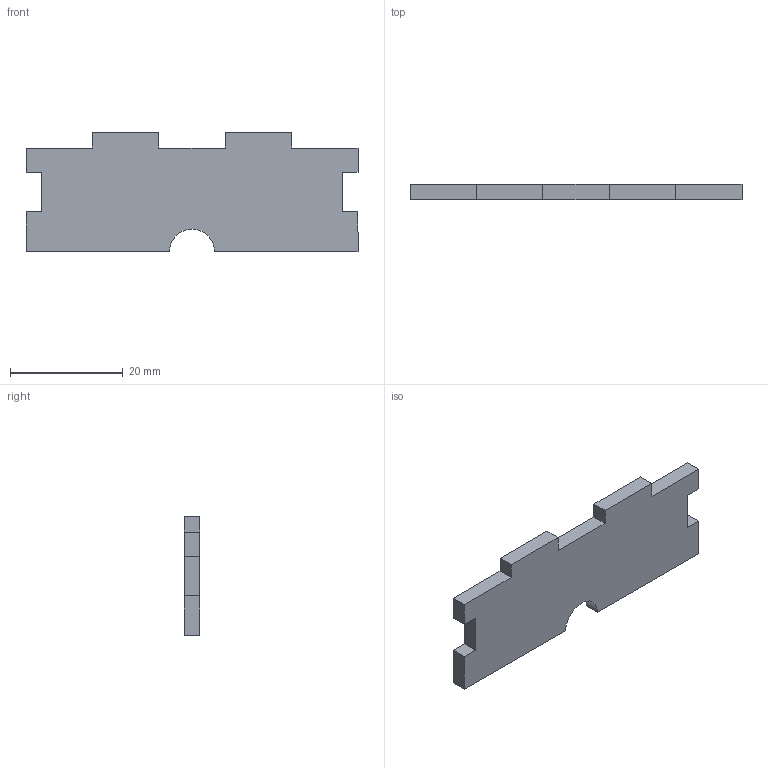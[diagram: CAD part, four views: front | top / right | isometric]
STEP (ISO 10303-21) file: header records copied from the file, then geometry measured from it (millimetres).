
FILE_DESCRIPTION (( 'STEP AP203' ), '1' );
FILE_NAME ('Top_Plate_STEP.STEP', '2017-09-27T05:16:04', ( '' ), ( '' ), 'SwSTEP 2.0', 'SolidWorks 2015', '' );
FILE_SCHEMA (( 'CONFIG_CONTROL_DESIGN' ));
Length unit declared in the file: millimetre
Products named in the file (1): Top_Plate_STEP
Bounding box: 59 x 2.8 x 21.21 mm (x, y, z)
Volume: 3046.2 mm3; surface area: 2684.9 mm2
Topology: 1 solids, 1 shells, 25 faces, 69 edges, 46 vertices
Faces by surface type: plane 23, cylinder 2
Entity records: 864 total; most frequent: CARTESIAN_POINT 141, ORIENTED_EDGE 138, DIRECTION 125, EDGE_CURVE 69, LINE 65, VECTOR 65, VERTEX_POINT 46, AXIS2_PLACEMENT_3D 30
